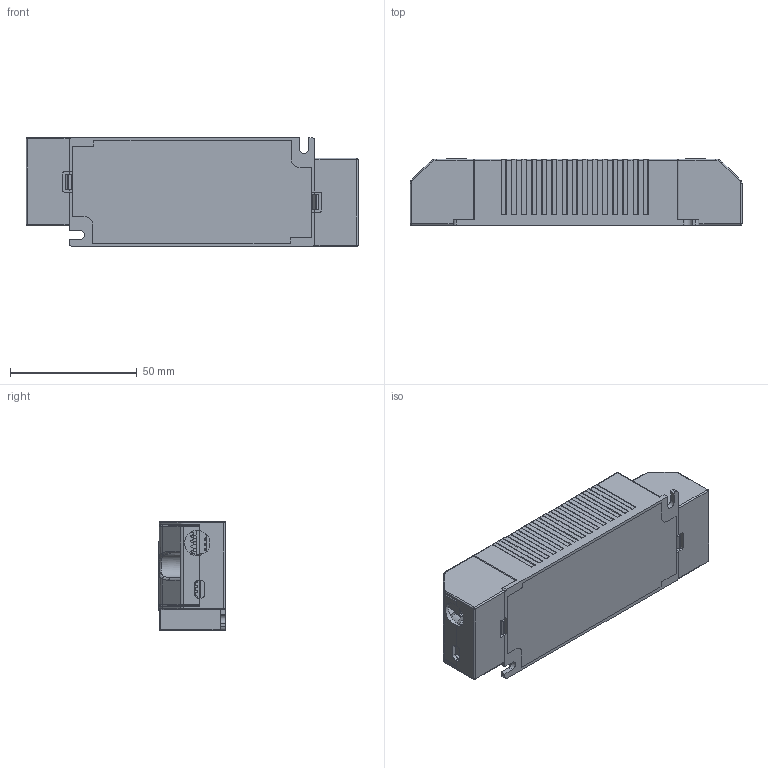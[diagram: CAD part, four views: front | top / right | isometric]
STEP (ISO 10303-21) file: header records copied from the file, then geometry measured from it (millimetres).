
FILE_DESCRIPTION(('FreeCAD Model'),'2;1');
FILE_NAME('LC27MINI-DA-150-700.stp','2020-07-08T12:09:04',('Author' ),(''),'Open CASCADE STEP processor 7.3','FreeCAD','Unknown');
FILE_SCHEMA(('AUTOMOTIVE_DESIGN { 1 0 10303 214 1 1 1 1 }'));
Length unit declared in the file: millimetre
Products named in the file (12): LC27MINI-DA-150-700; COVER; PCB; DA250-350-3P_ASM_1_ASM_A_ASM_2_ASM; DA250_P2-14081_1_A_002; DA250_P4-19812_1_A_002; DA250_P1-21489_1_A_002; DA250-350-3P_ASM_1_ASM_A_ASM_2_ASM001; BOTTOM-0605; SR-BOT-02; SR-TOP-02; DIP
Assembly tree (16 placements, depth 3):
  LC27MINI-DA-150-700
    COVER
    PCB
    DA250-350-3P_ASM_1_ASM_A_ASM_2_ASM
      DA250_P2-14081_1_A_002
      DA250_P4-19812_1_A_002
      DA250_P1-21489_1_A_002
    DA250-350-3P_ASM_1_ASM_A_ASM_2_ASM001
      DA250_P2-14081_1_A_002
      DA250_P4-19812_1_A_002
      DA250_P1-21489_1_A_002
    BOTTOM-0605
    SR-BOT-02  x2
    SR-TOP-02  x2
    DIP
Bounding box: 131 x 26.15 x 43 mm (x, y, z)
Volume: 53581.7 mm3; surface area: 68083.3 mm2
Topology: 14 solids, 14 shells, 1695 faces, 4783 edges, 3188 vertices
Faces by surface type: plane 1045, cylinder 486, extrusion 58, torus 42, sphere 36, cone 18, bspline 10
Entity records: 92542 total; most frequent: CARTESIAN_POINT 27907, DIRECTION 11814, VECTOR 7785, LINE 7731, ORIENTED_EDGE 6516, PCURVE 6516, DEFINITIONAL_REPRESENTATION 6516, EDGE_CURVE 3258
